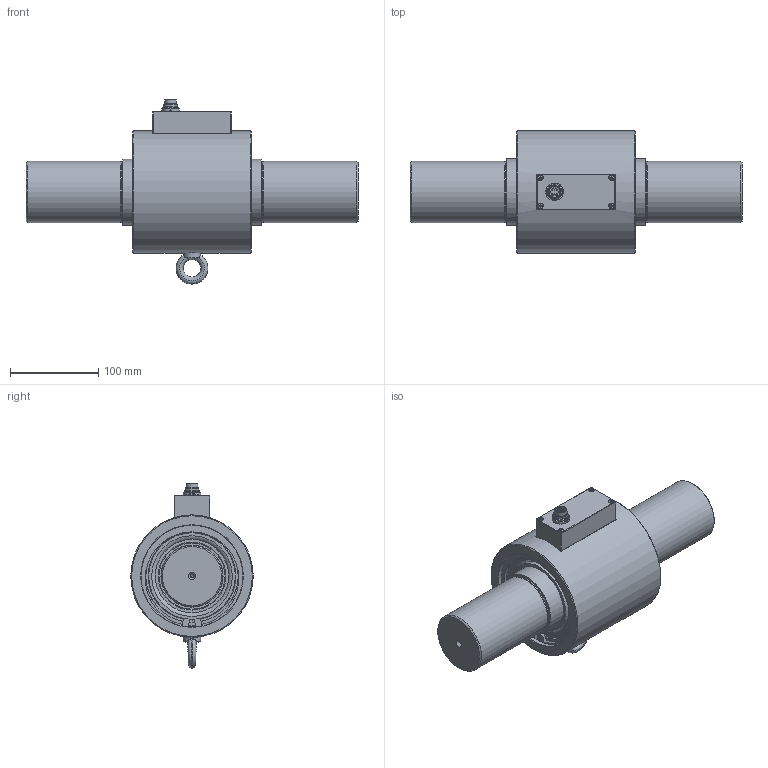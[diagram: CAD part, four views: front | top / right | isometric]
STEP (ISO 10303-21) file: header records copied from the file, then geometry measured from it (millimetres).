
FILE_DESCRIPTION( ( 'Unknown' ), '1' );
FILE_NAME( 'Dr2208-2000_200-5000_500Nm.stp', 'Unknown', ( 'Unknown' ), ( 'Unknown' ), 'PSStep 17.0.49', 'Unknown', ' ' );
FILE_SCHEMA( ( 'AUTOMOTIVE_DESIGN { 1 0 10303 214 1 1 1 1 }' ) );
Length unit declared in the file: millimetre
Products named in the file (28): 2300-b02_doc-00048083; 2300-002_doc-00048035; Sicherungsring DIN 472-115x4-T1; Sicherungsring DIN 472-115x4-T1-oa0; DIN 625-T1-6015-2RS_75x115x20; Ringschraube M8 DIN 580-oa1; 2363-B02_DOC-00073167; 2363-001_DOC-00073162; Senkschraube DIN 965-M3x28-H; Senkschraube DIN 965-M3x28-H-oa2; Senkschraube DIN 965-M3x28-H-oa3; Senkschraube DIN 965-M3x28-H-oa4; 2363-B01_DOC-00073224; 2300-001_doc-00047966; DIN 625-T1-6015-2Z_75x115x20; Assem1; flanschstecker 12-polig serie 723; mutter_09-0323-89-06_DOC-00067592
Assembly tree (27 placements, depth 3):
  Assem1
    flanschstecker 12-polig serie 723
    mutter_09-0323-89-06_DOC-00067592
    2363-B01_DOC-00073224
      2300-001_doc-00047966
      DIN 625-T1-6015-2Z_75x115x20
      DIN 625-T1-6015-2Z_75x115x20
      DIN 625-T1-6015-2Z_75x115x20
      DIN 625-T1-6015-2Z_75x115x20
      DIN 625-T1-6015-2Z_75x115x20
    2300-b02_doc-00048083
      2300-002_doc-00048035
      Sicherungsring DIN 472-115x4-T1
      Sicherungsring DIN 472-115x4-T1-oa0
      DIN 625-T1-6015-2RS_75x115x20
      DIN 625-T1-6015-2RS_75x115x20
      DIN 625-T1-6015-2RS_75x115x20
      DIN 625-T1-6015-2RS_75x115x20
      DIN 625-T1-6015-2RS_75x115x20
      DIN 625-T1-6015-2RS_75x115x20
      DIN 625-T1-6015-2RS_75x115x20
      Ringschraube M8 DIN 580-oa1
    2363-B02_DOC-00073167
      2363-001_DOC-00073162
      Senkschraube DIN 965-M3x28-H
      Senkschraube DIN 965-M3x28-H-oa2
      Senkschraube DIN 965-M3x28-H-oa3
      Senkschraube DIN 965-M3x28-H-oa4
Bounding box: 377 x 139 x 209.19 mm (x, y, z)
Volume: 2349777.5 mm3; surface area: 402966.6 mm2
Topology: 24 solids, 26 shells, 411 faces, 873 edges, 568 vertices
Faces by surface type: plane 198, cylinder 134, cone 50, torus 25, bspline 4
Full cylindrical faces by diameter (mm): 1 x24, 2.387 x4, 2.459 x4, 3 x4, 3.4 x4, 4 x3, 4.917 x1, 5.6 x4, 6 x1, 12 x1, 13.5 x1, 15 x1, 15.875 x1, 17.188 x1, 17.462 x1, 17.8 x1, 20 x3, 21 x1, 22 x1, 69.4 x2, 70 x2, 75 x3, 83.3 x4, 83.32 x2, 91.63 x4, 99.75 x4, 104.86 x2, 104.88 x4, 104.98 x4, 105 x4
Entity records: 15506 total; most frequent: CARTESIAN_POINT 3618, DIRECTION 1830, ORIENTED_EDGE 1270, AXIS2_PLACEMENT_3D 778, EDGE_LOOP 678, EDGE_CURVE 635, FACE_OUTER_BOUND 534, VERTEX_POINT 520
